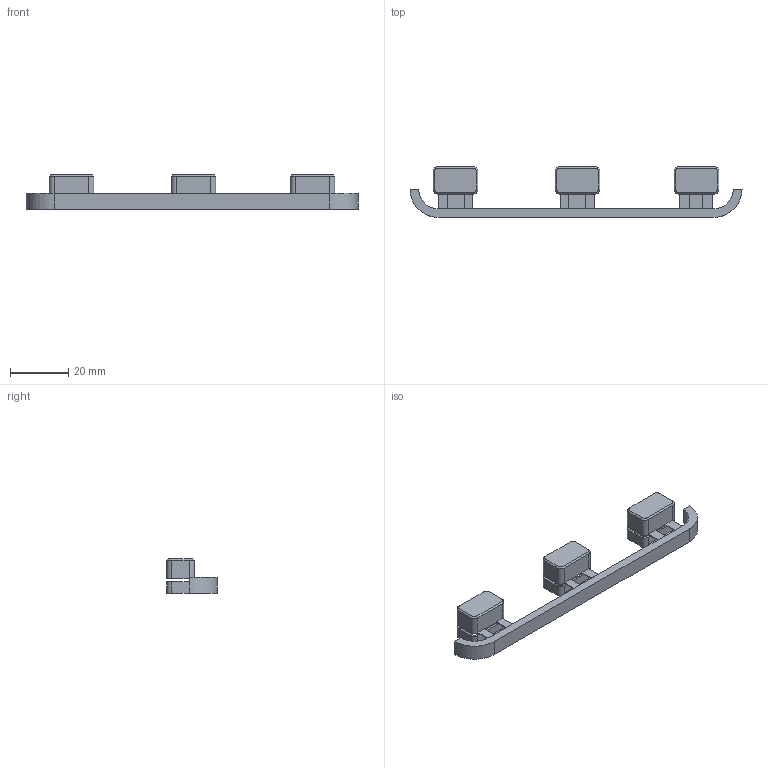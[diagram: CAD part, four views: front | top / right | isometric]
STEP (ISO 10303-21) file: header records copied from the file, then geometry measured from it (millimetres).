
FILE_DESCRIPTION(/* description */ (''),/* implementation_level */ '2;1');
FILE_NAME(/* name */ 'fx-btns v3.step',/* time_stamp */ '2021-07-18T23:11:04+02:00',/* author */ (''),/* organization */ (''),/* preprocessor_version */ 'ST-DEVELOPER v18.1',/* originating_system */ 'Autodesk Translation Framework v10.9.0.1377',/* authorisation */ '');
FILE_SCHEMA (('AUTOMOTIVE_DESIGN { 1 0 10303 214 3 1 1 }'));
Length unit declared in the file: millimetre
Products named in the file (1): fx-btns
Bounding box: 114.4 x 17.49 x 12 mm (x, y, z)
Volume: 4057.4 mm3; surface area: 6239.1 mm2
Topology: 1 solids, 1 shells, 169 faces, 458 edges, 293 vertices
Faces by surface type: plane 105, cylinder 52, cone 12
Entity records: 5336 total; most frequent: CARTESIAN_POINT 921, ORIENTED_EDGE 916, DIRECTION 914, EDGE_CURVE 458, LINE 342, VECTOR 342, VERTEX_POINT 293, AXIS2_PLACEMENT_3D 286
